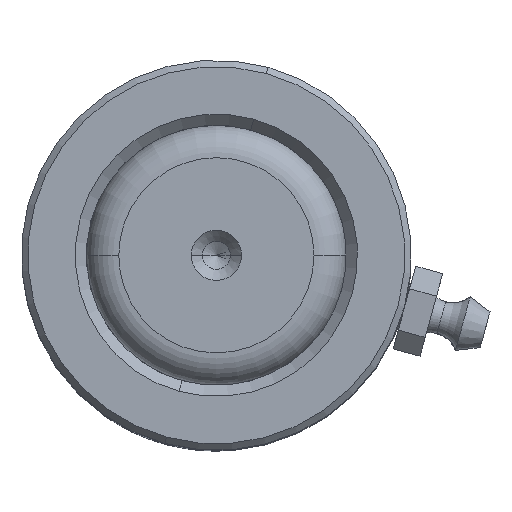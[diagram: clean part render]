
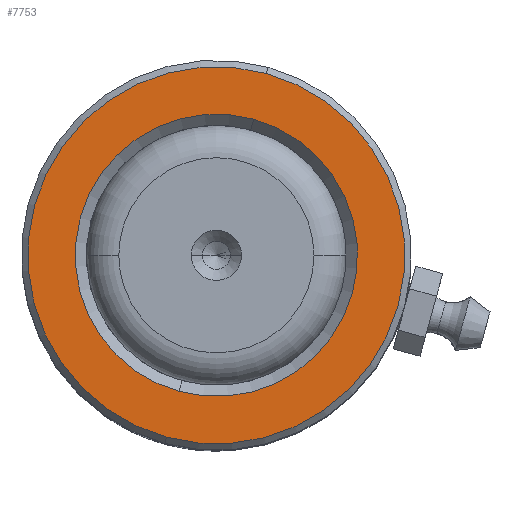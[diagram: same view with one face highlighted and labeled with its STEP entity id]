
A CAD part, top view. The second image highlights one B-rep face of the part: STEP entity #7753.
In plain terms, the highlighted planar face has unit normal (0, 0, 1).
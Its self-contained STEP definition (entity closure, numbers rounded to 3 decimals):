
#160 = ORIENTED_EDGE ( 'NONE', *, *, #3541, .T. ) ;
#208 = DIRECTION ( 'NONE',  ( 0., 0., 1. ) ) ;
#712 = VERTEX_POINT ( 'NONE', #3894 ) ;
#820 = ORIENTED_EDGE ( 'NONE', *, *, #5648, .T. ) ;
#850 = VERTEX_POINT ( 'NONE', #7701 ) ;
#1294 = EDGE_CURVE ( 'NONE', #712, #850, #6429, .T. ) ;
#1382 = CARTESIAN_POINT ( 'NONE',  ( 0., 0., 60. ) ) ;
#2083 = DIRECTION ( 'NONE',  ( 0., 0., 1. ) ) ;
#2234 = DIRECTION ( 'NONE',  ( 1., 0., 0. ) ) ;
#2265 = DIRECTION ( 'NONE',  ( 0., 0., 1. ) ) ;
#2824 = VERTEX_POINT ( 'NONE', #8402 ) ;
#2911 = CARTESIAN_POINT ( 'NONE',  ( 0., 0., 60. ) ) ;
#2957 = FACE_BOUND ( 'NONE', #7648, .T. ) ;
#3155 = AXIS2_PLACEMENT_3D ( 'NONE', #1382, #2083, #8274 ) ;
#3211 = AXIS2_PLACEMENT_3D ( 'NONE', #4284, #6317, #2234 ) ;
#3288 = CIRCLE ( 'NONE', #5664, 20.3 ) ;
#3541 = EDGE_CURVE ( 'NONE', #850, #712, #7529, .T. ) ;
#3707 = DIRECTION ( 'NONE',  ( 1., 0., 0. ) ) ;
#3894 = CARTESIAN_POINT ( 'NONE',  ( -15.2, 0., 60. ) ) ;
#4284 = CARTESIAN_POINT ( 'NONE',  ( 0., 0., 60. ) ) ;
#4579 = AXIS2_PLACEMENT_3D ( 'NONE', #7046, #208, #7788 ) ;
#4675 = DIRECTION ( 'NONE',  ( 1., 0., 0. ) ) ;
#4851 = AXIS2_PLACEMENT_3D ( 'NONE', #8064, #8843, #4675 ) ;
#4911 = EDGE_LOOP ( 'NONE', ( #820, #5313 ) ) ;
#5098 = PLANE ( 'NONE',  #4579 ) ;
#5313 = ORIENTED_EDGE ( 'NONE', *, *, #7841, .T. ) ;
#5425 = VERTEX_POINT ( 'NONE', #8665 ) ;
#5452 = FACE_OUTER_BOUND ( 'NONE', #4911, .T. ) ;
#5648 = EDGE_CURVE ( 'NONE', #5425, #2824, #6579, .T. ) ;
#5664 = AXIS2_PLACEMENT_3D ( 'NONE', #2911, #2265, #3707 ) ;
#6317 = DIRECTION ( 'NONE',  ( 0., 0., -1. ) ) ;
#6429 = CIRCLE ( 'NONE', #4851, 15.2 ) ;
#6579 = CIRCLE ( 'NONE', #3155, 20.3 ) ;
#6684 = ORIENTED_EDGE ( 'NONE', *, *, #1294, .T. ) ;
#7046 = CARTESIAN_POINT ( 'NONE',  ( 0., 0., 60. ) ) ;
#7529 = CIRCLE ( 'NONE', #3211, 15.2 ) ;
#7648 = EDGE_LOOP ( 'NONE', ( #160, #6684 ) ) ;
#7701 = CARTESIAN_POINT ( 'NONE',  ( 15.2, 0., 60. ) ) ;
#7753 = ADVANCED_FACE ( 'NONE', ( #5452, #2957 ), #5098, .T. ) ;
#7788 = DIRECTION ( 'NONE',  ( 1., 0., 0. ) ) ;
#7841 = EDGE_CURVE ( 'NONE', #2824, #5425, #3288, .T. ) ;
#8064 = CARTESIAN_POINT ( 'NONE',  ( 0., 0., 60. ) ) ;
#8274 = DIRECTION ( 'NONE',  ( 1., 0., 0. ) ) ;
#8402 = CARTESIAN_POINT ( 'NONE',  ( 20.3, 0., 60. ) ) ;
#8665 = CARTESIAN_POINT ( 'NONE',  ( -20.3, 0., 60. ) ) ;
#8843 = DIRECTION ( 'NONE',  ( 0., 0., -1. ) ) ;
